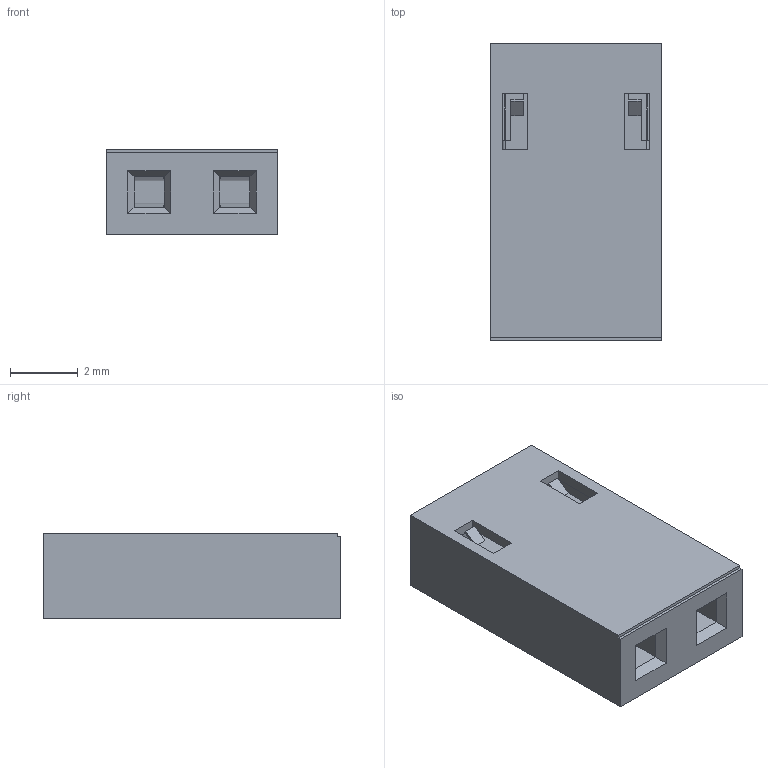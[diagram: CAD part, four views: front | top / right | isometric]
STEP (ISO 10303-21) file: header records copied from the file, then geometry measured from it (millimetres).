
FILE_DESCRIPTION (( 'STEP AP214' ), '1' );
FILE_NAME ('15-29-1025.STEP', '2023-01-30T23:55:50', ( 'ADMIN' ), ( '' ), 'SwSTEP 2.0', 'SolidWorks 2016', '' );
FILE_SCHEMA (( 'AUTOMOTIVE_DESIGN' ));
Length unit declared in the file: inch
Products named in the file (1): 15-29-1025
Bounding box: 5.08 x 8.81 x 2.54 mm (x, y, z)
Volume: 57.8 mm3; surface area: 369.2 mm2
Topology: 1 solids, 1 shells, 178 faces, 518 edges, 338 vertices
Faces by surface type: plane 127, cylinder 49, torus 2
Entity records: 5916 total; most frequent: CARTESIAN_POINT 1067, ORIENTED_EDGE 1036, DIRECTION 962, EDGE_CURVE 518, LINE 416, VECTOR 416, VERTEX_POINT 338, AXIS2_PLACEMENT_3D 273
